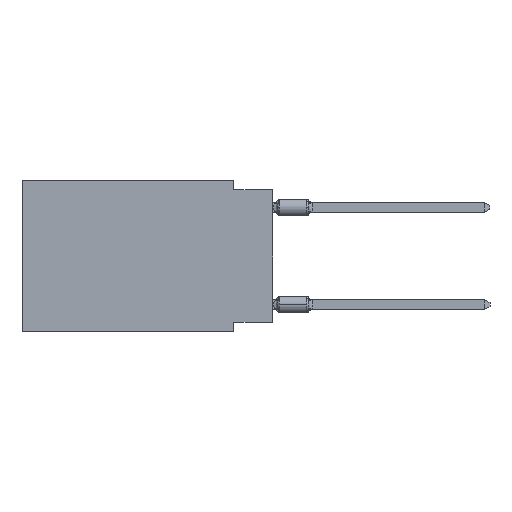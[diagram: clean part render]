
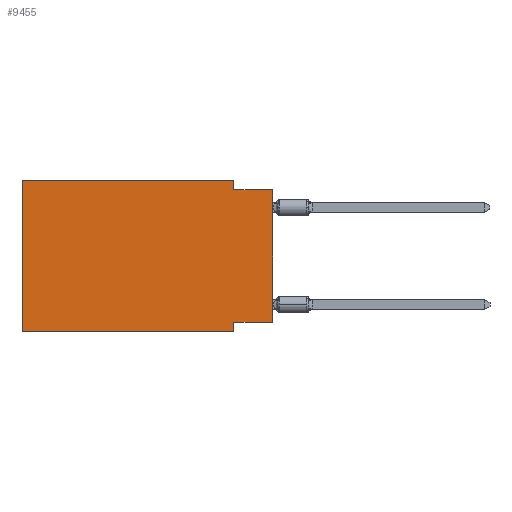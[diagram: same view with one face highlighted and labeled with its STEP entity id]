
A CAD part, left-side view. The second image highlights one B-rep face of the part: STEP entity #9455.
In plain terms, the highlighted planar face has unit normal (-1, 0, 0).
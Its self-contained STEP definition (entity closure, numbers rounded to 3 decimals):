
#262 = LINE ( 'NONE', #16035, #24319 ) ;
#329 = DIRECTION ( 'NONE',  ( 0., 0., -1. ) ) ;
#452 = EDGE_CURVE ( 'NONE', #23527, #23275, #2008, .T. ) ;
#738 = DIRECTION ( 'NONE',  ( 0., 0., -1. ) ) ;
#1612 = DIRECTION ( 'NONE',  ( 0., -1., 0. ) ) ;
#1879 = EDGE_CURVE ( 'NONE', #5564, #23527, #24788, .T. ) ;
#1957 = VECTOR ( 'NONE', #6068, 1000. ) ;
#2008 = LINE ( 'NONE', #11605, #2858 ) ;
#2315 = DIRECTION ( 'NONE',  ( 0., -1., 0. ) ) ;
#2552 = CARTESIAN_POINT ( 'NONE',  ( 0., 2.54, -0.635 ) ) ;
#2689 = PLANE ( 'NONE',  #20377 ) ;
#2750 = ORIENTED_EDGE ( 'NONE', *, *, #452, .F. ) ;
#2858 = VECTOR ( 'NONE', #329, 1000. ) ;
#2944 = CARTESIAN_POINT ( 'NONE',  ( 0., 16.383, 0. ) ) ;
#3418 = VERTEX_POINT ( 'NONE', #16990 ) ;
#3747 = VERTEX_POINT ( 'NONE', #8811 ) ;
#4040 = EDGE_CURVE ( 'NONE', #3418, #23735, #17703, .T. ) ;
#4644 = FACE_OUTER_BOUND ( 'NONE', #23772, .T. ) ;
#4924 = EDGE_CURVE ( 'NONE', #23735, #5339, #262, .T. ) ;
#5339 = VERTEX_POINT ( 'NONE', #19891 ) ;
#5430 = DIRECTION ( 'NONE',  ( 0., 0., 1. ) ) ;
#5564 = VERTEX_POINT ( 'NONE', #18982 ) ;
#6068 = DIRECTION ( 'NONE',  ( 0., 1., 0. ) ) ;
#8316 = LINE ( 'NONE', #10515, #23926 ) ;
#8811 = CARTESIAN_POINT ( 'NONE',  ( 0., 0., -0.635 ) ) ;
#8866 = ORIENTED_EDGE ( 'NONE', *, *, #4924, .F. ) ;
#8993 = CARTESIAN_POINT ( 'NONE',  ( 0., 16.383, 0. ) ) ;
#9455 = ADVANCED_FACE ( 'NONE', ( #4644 ), #2689, .F. ) ;
#10515 = CARTESIAN_POINT ( 'NONE',  ( 0., 0., 0. ) ) ;
#10586 = DIRECTION ( 'NONE',  ( 1., 0., 0. ) ) ;
#10833 = ORIENTED_EDGE ( 'NONE', *, *, #22851, .T. ) ;
#11171 = VECTOR ( 'NONE', #1612, 1000. ) ;
#11242 = CARTESIAN_POINT ( 'NONE',  ( 0., 16.383, -9.906 ) ) ;
#11605 = CARTESIAN_POINT ( 'NONE',  ( 0., 2.54, 0. ) ) ;
#11881 = CARTESIAN_POINT ( 'NONE',  ( 0., 0., -9.271 ) ) ;
#12153 = LINE ( 'NONE', #20026, #21834 ) ;
#12158 = LINE ( 'NONE', #21980, #22297 ) ;
#15749 = ORIENTED_EDGE ( 'NONE', *, *, #20334, .F. ) ;
#15781 = DIRECTION ( 'NONE',  ( 0., 0., -1. ) ) ;
#15987 = CARTESIAN_POINT ( 'NONE',  ( 0., 2.54, 0. ) ) ;
#16035 = CARTESIAN_POINT ( 'NONE',  ( 0., 2.54, -9.906 ) ) ;
#16426 = ORIENTED_EDGE ( 'NONE', *, *, #23943, .T. ) ;
#16990 = CARTESIAN_POINT ( 'NONE',  ( 0., 0., -9.271 ) ) ;
#17703 = LINE ( 'NONE', #11881, #1957 ) ;
#18262 = DIRECTION ( 'NONE',  ( 0., 0., 1. ) ) ;
#18982 = CARTESIAN_POINT ( 'NONE',  ( 0., 16.383, 0. ) ) ;
#19552 = VECTOR ( 'NONE', #5430, 1000. ) ;
#19878 = ORIENTED_EDGE ( 'NONE', *, *, #1879, .F. ) ;
#19891 = CARTESIAN_POINT ( 'NONE',  ( 0., 2.54, -9.906 ) ) ;
#20026 = CARTESIAN_POINT ( 'NONE',  ( 0., 16.383, -9.906 ) ) ;
#20334 = EDGE_CURVE ( 'NONE', #24486, #5564, #25081, .T. ) ;
#20377 = AXIS2_PLACEMENT_3D ( 'NONE', #2944, #10586, #738 ) ;
#20392 = CARTESIAN_POINT ( 'NONE',  ( 0., 2.54, -9.271 ) ) ;
#21149 = ORIENTED_EDGE ( 'NONE', *, *, #4040, .F. ) ;
#21719 = DIRECTION ( 'NONE',  ( 0., -1., 0. ) ) ;
#21834 = VECTOR ( 'NONE', #21719, 1000. ) ;
#21980 = CARTESIAN_POINT ( 'NONE',  ( 0., 0., -0.635 ) ) ;
#21994 = ORIENTED_EDGE ( 'NONE', *, *, #24341, .F. ) ;
#22297 = VECTOR ( 'NONE', #2315, 1000. ) ;
#22851 = EDGE_CURVE ( 'NONE', #24486, #5339, #12153, .T. ) ;
#23139 = CARTESIAN_POINT ( 'NONE',  ( 0., 16.383, 0. ) ) ;
#23275 = VERTEX_POINT ( 'NONE', #2552 ) ;
#23527 = VERTEX_POINT ( 'NONE', #15987 ) ;
#23735 = VERTEX_POINT ( 'NONE', #20392 ) ;
#23772 = EDGE_LOOP ( 'NONE', ( #16426, #21994, #2750, #19878, #15749, #10833, #8866, #21149 ) ) ;
#23926 = VECTOR ( 'NONE', #18262, 1000. ) ;
#23943 = EDGE_CURVE ( 'NONE', #3418, #3747, #8316, .T. ) ;
#24319 = VECTOR ( 'NONE', #15781, 1000. ) ;
#24341 = EDGE_CURVE ( 'NONE', #23275, #3747, #12158, .T. ) ;
#24486 = VERTEX_POINT ( 'NONE', #11242 ) ;
#24788 = LINE ( 'NONE', #8993, #11171 ) ;
#25081 = LINE ( 'NONE', #23139, #19552 ) ;
